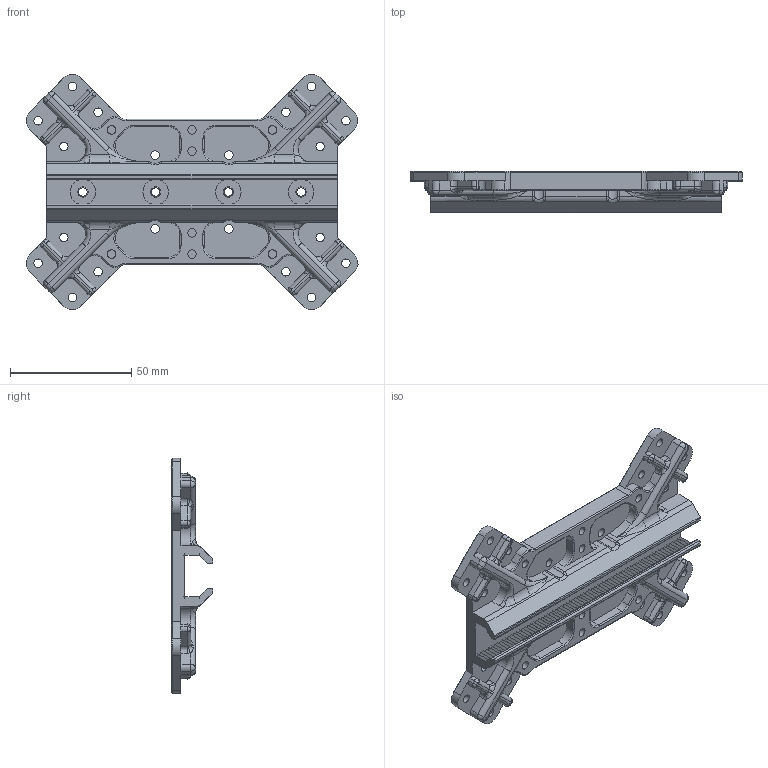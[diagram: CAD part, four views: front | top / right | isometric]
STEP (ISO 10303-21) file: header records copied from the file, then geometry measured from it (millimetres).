
FILE_DESCRIPTION(/* description */ (''),/* implementation_level */ '2;1');
FILE_NAME(/* name */ 'Base Plate.step',/* time_stamp */ '2021-05-26T02:15:34+02:00',/* author */ (''),/* organization */ (''),/* preprocessor_version */ 'ST-DEVELOPER v18.1',/* originating_system */ 'Autodesk Translation Framework v10.9.0.1377',/* authorisation */ '');
FILE_SCHEMA (('AUTOMOTIVE_DESIGN { 1 0 10303 214 3 1 1 }'));
Length unit declared in the file: millimetre
Products named in the file (1): Lower Base Plate
Bounding box: 137.03 x 17.1 x 97.03 mm (x, y, z)
Volume: 59918.9 mm3; surface area: 32397.6 mm2
Topology: 1 solids, 1 shells, 1237 faces, 3049 edges, 1822 vertices
Faces by surface type: plane 871, cylinder 206, torus 52, bspline 44, cone 40, sphere 24
Full cylindrical faces by diameter (mm): 3.5 x32
Entity records: 36873 total; most frequent: CARTESIAN_POINT 7727, ORIENTED_EDGE 6090, DIRECTION 5881, EDGE_CURVE 3045, LINE 2405, VECTOR 2405, VERTEX_POINT 1822, AXIS2_PLACEMENT_3D 1738
